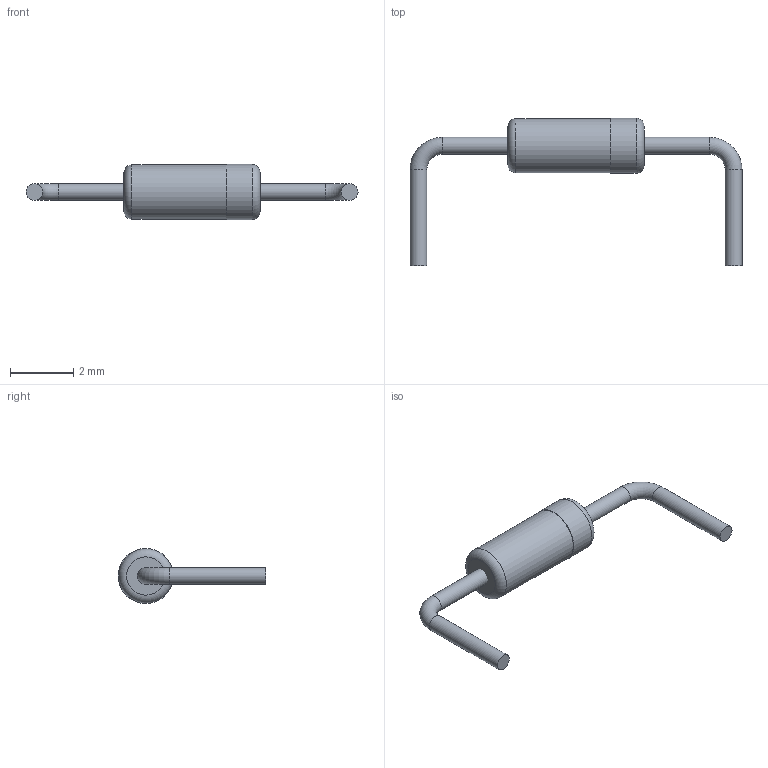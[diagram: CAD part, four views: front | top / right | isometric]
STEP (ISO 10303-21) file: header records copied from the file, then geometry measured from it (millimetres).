
FILE_DESCRIPTION(/* description */ (''),/* implementation_level */ '2;1');
FILE_NAME(/* name */ 'DO-35_10mm-pitch.step',/* time_stamp */ '2019-02-22T10:38:32-08:00',/* author */ (''),/* organization */ (''),/* preprocessor_version */ 'ST-DEVELOPER v17.2',/* originating_system */ 'Autodesk Translation Framework v7.6.0.251',/* authorisation */ '');
FILE_SCHEMA (('AUTOMOTIVE_DESIGN { 1 0 10303 214 3 1 1 }'));
Length unit declared in the file: millimetre
Products named in the file (1): DO-35
Bounding box: 10.53 x 4.69 x 1.75 mm (x, y, z)
Volume: 12.8 mm3; surface area: 49.4 mm2
Topology: 3 solids, 3 shells, 17 faces, 40 edges, 30 vertices
Faces by surface type: plane 7, cylinder 6, torus 4
Full cylindrical faces by diameter (mm): 0.533 x4, 1.72 x1, 1.753 x1
Entity records: 587 total; most frequent: DIRECTION 110, CARTESIAN_POINT 88, ORIENTED_EDGE 80, AXIS2_PLACEMENT_3D 52, EDGE_CURVE 40, CIRCLE 34, VERTEX_POINT 30, EDGE_LOOP 18
